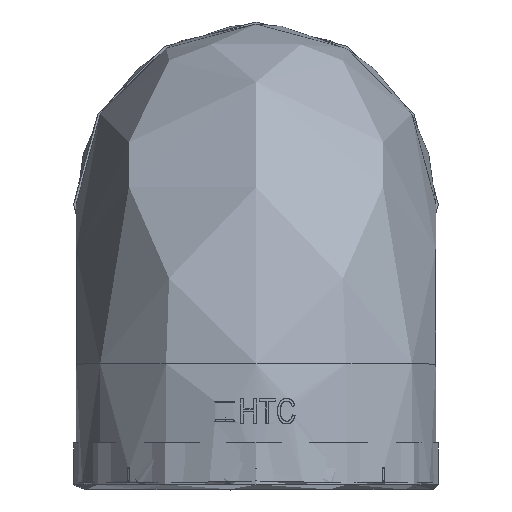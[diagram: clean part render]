
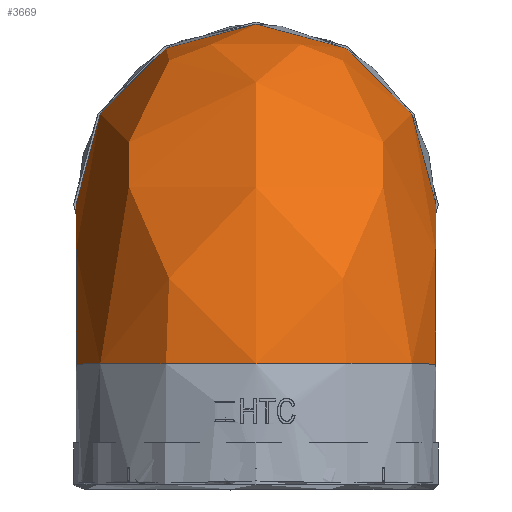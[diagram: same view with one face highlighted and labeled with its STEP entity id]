
A CAD part, top view. The second image highlights one B-rep face of the part: STEP entity #3669.
In plain terms, the highlighted free-form (B-spline) face has degree [4, 3] with [8, 9] control points.
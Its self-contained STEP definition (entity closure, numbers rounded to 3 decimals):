
#102=(
BOUNDED_SURFACE()
B_SPLINE_SURFACE(4,3,((#53262,#53263,#53264,#53265,#53266,#53267,#53268,
#53269,#53270),(#53271,#53272,#53273,#53274,#53275,#53276,#53277,#53278,
#53279),(#53280,#53281,#53282,#53283,#53284,#53285,#53286,#53287,#53288),
(#53289,#53290,#53291,#53292,#53293,#53294,#53295,#53296,#53297),(#53298,
#53299,#53300,#53301,#53302,#53303,#53304,#53305,#53306),(#53307,#53308,
#53309,#53310,#53311,#53312,#53313,#53314,#53315),(#53316,#53317,#53318,
#53319,#53320,#53321,#53322,#53323,#53324),(#53325,#53326,#53327,#53328,
#53329,#53330,#53331,#53332,#53333)),.UNSPECIFIED.,.F.,.F.,.F.)
B_SPLINE_SURFACE_WITH_KNOTS((5,3,5),(4,1,1,1,1,1,4),(0.,0.5,1.),(0.,0.223,
0.347,0.5,0.622,0.777,
1.),.UNSPECIFIED.)
GEOMETRIC_REPRESENTATION_ITEM()
RATIONAL_B_SPLINE_SURFACE(((1.017,1.017,1.017,
1.017,1.017,1.017,1.017,1.017,
1.017),(1.017,1.017,1.017,1.017,
1.017,1.017,1.017,1.017,1.017),
(0.958,0.958,0.958,0.958,
0.958,0.958,0.958,0.958,0.958),
(1.017,1.017,1.017,1.017,1.017,
1.017,1.017,1.017,1.017),(1.017,
1.017,1.017,1.017,1.017,1.017,
1.017,1.017,1.017),(0.958,0.958,
0.958,0.958,0.958,0.958,
0.958,0.958,0.958),(1.017,
1.017,1.017,1.017,1.017,1.017,
1.017,1.017,1.017),(1.017,1.017,
1.017,1.017,1.017,1.017,1.017,
1.017,1.017)))
REPRESENTATION_ITEM('')
SURFACE()
);
#1834=FACE_OUTER_BOUND('',#5857,.T.);
#3669=ADVANCED_FACE('',(#1834),#102,.T.);
#5660=(
BOUNDED_CURVE()
B_SPLINE_CURVE(3,(#51306,#51307,#51308,#51309,#51310,#51311,#51312,#51313,
#51314),.UNSPECIFIED.,.F.,.F.)
B_SPLINE_CURVE_WITH_KNOTS((4,1,1,1,1,1,4),(0.,0.223,0.378,
0.5,0.653,0.777,1.),.UNSPECIFIED.)
CURVE()
GEOMETRIC_REPRESENTATION_ITEM()
RATIONAL_B_SPLINE_CURVE((1.017,1.017,1.017,
1.017,1.017,1.017,1.017,1.017,
1.017))
REPRESENTATION_ITEM('')
);
#5661=(
BOUNDED_CURVE()
B_SPLINE_CURVE(3,(#51352,#51353,#51354,#51355,#51356,#51357,#51358,#51359,
#51360),.UNSPECIFIED.,.F.,.F.)
B_SPLINE_CURVE_WITH_KNOTS((4,1,1,1,1,1,4),(0.,0.223,0.347,
0.5,0.622,0.777,1.),.UNSPECIFIED.)
CURVE()
GEOMETRIC_REPRESENTATION_ITEM()
RATIONAL_B_SPLINE_CURVE((1.017,1.017,1.017,
1.017,1.017,1.017,1.017,1.017,
1.017))
REPRESENTATION_ITEM('')
);
#5857=EDGE_LOOP('',(#15970,#15971,#15972,#15973));
#15970=ORIENTED_EDGE('',*,*,#29522,.F.);
#15971=ORIENTED_EDGE('',*,*,#30151,.T.);
#15972=ORIENTED_EDGE('',*,*,#30219,.T.);
#15973=ORIENTED_EDGE('',*,*,#30149,.T.);
#25969=VERTEX_POINT('',#48332);
#25970=VERTEX_POINT('',#48334);
#26578=VERTEX_POINT('',#51315);
#26579=VERTEX_POINT('',#51351);
#29522=EDGE_CURVE('',#25969,#25970,#34304,.T.);
#30149=EDGE_CURVE('',#26578,#25970,#5660,.T.);
#30151=EDGE_CURVE('',#25969,#26579,#5661,.T.);
#30219=EDGE_CURVE('',#26579,#26578,#34378,.T.);
#34304=CIRCLE('',#35095,36.5);
#34378=CIRCLE('',#35604,36.5);
#35095=AXIS2_PLACEMENT_3D('',#48333,#39251,#39252);
#35604=AXIS2_PLACEMENT_3D('',#53260,#40331,#40332);
#39251=DIRECTION('',(0.,-1.,0.));
#39252=DIRECTION('',(0.,0.,1.));
#40331=DIRECTION('',(0.,0.,1.));
#40332=DIRECTION('',(-1.,0.,0.));
#48332=CARTESIAN_POINT('',(36.5,-3.235,-713.65));
#48333=CARTESIAN_POINT('',(0.,-3.235,-713.65));
#48334=CARTESIAN_POINT('',(-36.5,-3.235,-713.65));
#51306=CARTESIAN_POINT('',(-36.5,29.265,-746.15));
#51307=CARTESIAN_POINT('',(-36.5,29.266,-742.316));
#51308=CARTESIAN_POINT('',(-36.5,28.132,-735.913));
#51309=CARTESIAN_POINT('',(-36.5,24.229,-728.289));
#51310=CARTESIAN_POINT('',(-36.5,19.551,-722.621));
#51311=CARTESIAN_POINT('',(-36.5,14.177,-718.398));
#51312=CARTESIAN_POINT('',(-36.5,6.487,-714.693));
#51313=CARTESIAN_POINT('',(-36.5,0.589,-713.647));
#51314=CARTESIAN_POINT('',(-36.5,-3.235,-713.65));
#51315=CARTESIAN_POINT('',(-36.5,29.265,-746.15));
#51351=CARTESIAN_POINT('',(36.5,29.265,-746.15));
#51352=CARTESIAN_POINT('',(36.5,-3.235,-713.65));
#51353=CARTESIAN_POINT('',(36.5,0.589,-713.647));
#51354=CARTESIAN_POINT('',(36.5,6.487,-714.693));
#51355=CARTESIAN_POINT('',(36.5,14.177,-718.398));
#51356=CARTESIAN_POINT('',(36.5,19.551,-722.621));
#51357=CARTESIAN_POINT('',(36.5,24.229,-728.289));
#51358=CARTESIAN_POINT('',(36.5,28.132,-735.913));
#51359=CARTESIAN_POINT('',(36.5,29.266,-742.316));
#51360=CARTESIAN_POINT('',(36.5,29.265,-746.15));
#53260=CARTESIAN_POINT('',(0.,29.265,-746.15));
#53262=CARTESIAN_POINT('',(-36.5,-3.235,-713.65));
#53263=CARTESIAN_POINT('',(-36.5,0.589,-713.647));
#53264=CARTESIAN_POINT('',(-36.5,6.487,-714.693));
#53265=CARTESIAN_POINT('',(-36.5,14.177,-718.398));
#53266=CARTESIAN_POINT('',(-36.5,19.551,-722.621));
#53267=CARTESIAN_POINT('',(-36.5,24.229,-728.289));
#53268=CARTESIAN_POINT('',(-36.5,28.132,-735.913));
#53269=CARTESIAN_POINT('',(-36.5,29.266,-742.316));
#53270=CARTESIAN_POINT('',(-36.5,29.265,-746.15));
#53271=CARTESIAN_POINT('',(-36.5,-3.235,-700.745));
#53272=CARTESIAN_POINT('',(-36.5,2.077,-700.739));
#53273=CARTESIAN_POINT('',(-36.5,10.348,-702.203));
#53274=CARTESIAN_POINT('',(-36.5,21.104,-707.39));
#53275=CARTESIAN_POINT('',(-36.5,28.599,-713.28));
#53276=CARTESIAN_POINT('',(-36.5,35.123,-721.184));
#53277=CARTESIAN_POINT('',(-36.5,40.585,-731.845));
#53278=CARTESIAN_POINT('',(-36.5,42.174,-740.824));
#53279=CARTESIAN_POINT('',(-36.5,42.17,-746.15));
#53280=CARTESIAN_POINT('',(-30.048,-3.235,-683.602));
#53281=CARTESIAN_POINT('',(-30.048,4.053,-683.591));
#53282=CARTESIAN_POINT('',(-30.048,15.477,-685.612));
#53283=CARTESIAN_POINT('',(-30.048,30.305,-692.767));
#53284=CARTESIAN_POINT('',(-30.048,40.619,-700.871));
#53285=CARTESIAN_POINT('',(-30.048,49.595,-711.745));
#53286=CARTESIAN_POINT('',(-30.048,57.128,-726.441));
#53287=CARTESIAN_POINT('',(-30.048,59.32,-738.843));
#53288=CARTESIAN_POINT('',(-30.048,59.313,-746.15));
#53289=CARTESIAN_POINT('',(-12.905,-3.235,-677.15));
#53290=CARTESIAN_POINT('',(-12.905,4.797,-677.137));
#53291=CARTESIAN_POINT('',(-12.905,17.407,-679.367));
#53292=CARTESIAN_POINT('',(-12.905,33.769,-687.263));
#53293=CARTESIAN_POINT('',(-12.905,45.143,-696.201));
#53294=CARTESIAN_POINT('',(-12.905,55.042,-708.193));
#53295=CARTESIAN_POINT('',(-12.905,63.355,-724.407));
#53296=CARTESIAN_POINT('',(-12.905,65.774,-738.097));
#53297=CARTESIAN_POINT('',(-12.905,65.765,-746.15));
#53298=CARTESIAN_POINT('',(12.905,-3.235,-677.15));
#53299=CARTESIAN_POINT('',(12.905,4.797,-677.137));
#53300=CARTESIAN_POINT('',(12.905,17.407,-679.367));
#53301=CARTESIAN_POINT('',(12.905,33.769,-687.263));
#53302=CARTESIAN_POINT('',(12.905,45.143,-696.201));
#53303=CARTESIAN_POINT('',(12.905,55.042,-708.193));
#53304=CARTESIAN_POINT('',(12.905,63.355,-724.407));
#53305=CARTESIAN_POINT('',(12.905,65.774,-738.097));
#53306=CARTESIAN_POINT('',(12.905,65.765,-746.15));
#53307=CARTESIAN_POINT('',(30.048,-3.235,-683.602));
#53308=CARTESIAN_POINT('',(30.048,4.053,-683.591));
#53309=CARTESIAN_POINT('',(30.048,15.477,-685.612));
#53310=CARTESIAN_POINT('',(30.048,30.305,-692.767));
#53311=CARTESIAN_POINT('',(30.048,40.619,-700.871));
#53312=CARTESIAN_POINT('',(30.048,49.595,-711.745));
#53313=CARTESIAN_POINT('',(30.048,57.128,-726.441));
#53314=CARTESIAN_POINT('',(30.048,59.32,-738.843));
#53315=CARTESIAN_POINT('',(30.048,59.313,-746.15));
#53316=CARTESIAN_POINT('',(36.5,-3.235,-700.745));
#53317=CARTESIAN_POINT('',(36.5,2.077,-700.739));
#53318=CARTESIAN_POINT('',(36.5,10.348,-702.203));
#53319=CARTESIAN_POINT('',(36.5,21.104,-707.39));
#53320=CARTESIAN_POINT('',(36.5,28.599,-713.28));
#53321=CARTESIAN_POINT('',(36.5,35.123,-721.184));
#53322=CARTESIAN_POINT('',(36.5,40.585,-731.845));
#53323=CARTESIAN_POINT('',(36.5,42.174,-740.824));
#53324=CARTESIAN_POINT('',(36.5,42.17,-746.15));
#53325=CARTESIAN_POINT('',(36.5,-3.235,-713.65));
#53326=CARTESIAN_POINT('',(36.5,0.589,-713.647));
#53327=CARTESIAN_POINT('',(36.5,6.487,-714.693));
#53328=CARTESIAN_POINT('',(36.5,14.177,-718.398));
#53329=CARTESIAN_POINT('',(36.5,19.551,-722.621));
#53330=CARTESIAN_POINT('',(36.5,24.229,-728.289));
#53331=CARTESIAN_POINT('',(36.5,28.132,-735.913));
#53332=CARTESIAN_POINT('',(36.5,29.266,-742.316));
#53333=CARTESIAN_POINT('',(36.5,29.265,-746.15));
